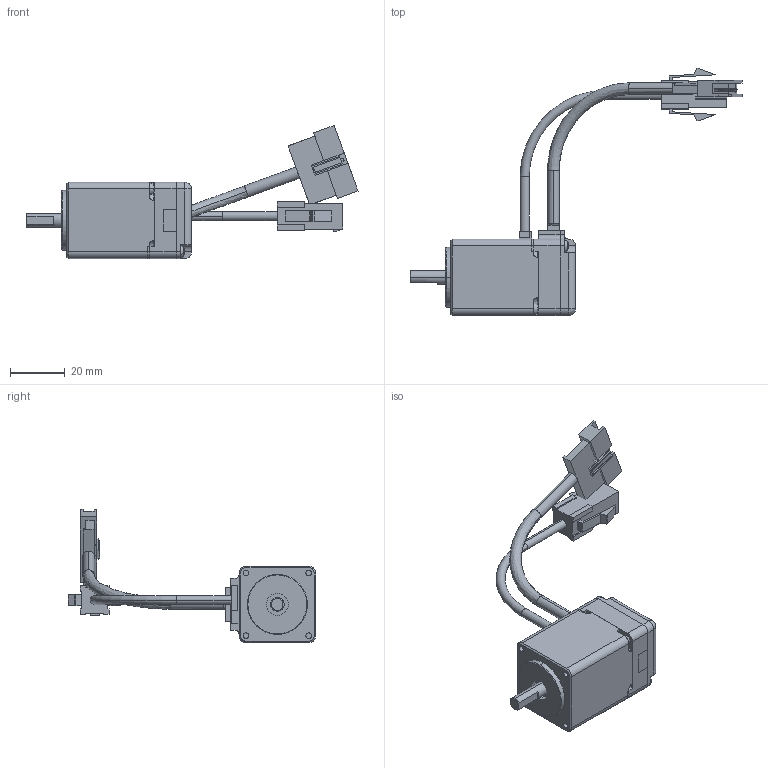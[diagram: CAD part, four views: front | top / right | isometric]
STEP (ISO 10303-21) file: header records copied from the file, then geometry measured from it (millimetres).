
FILE_DESCRIPTION (( 'STEP AP203' ), '1' );
FILE_NAME ('P11-MO-028-05-R02.STEP', '2015-06-29T07:15:57', ( '' ), ( '' ), 'SwSTEP 2.0', 'SolidWorks 2013', '' );
FILE_SCHEMA (( 'CONFIG_CONTROL_DESIGN' ));
Length unit declared in the file: millimetre
Products named in the file (10): M41-EC-028-02-R01_ル遽; M11-MO-028-01-R01; 20陝 賅攪瞪錳摹_ル遽; P11-MO-028-05-R02; 130115 28mm ENCODER BASE_ル遽; 20陝 PCB_ル遽; 葆斜啻す 縛囀渦_ル遽; round cross head screw_ks_KS 1023 RC - M2.5 x 12-N; 20阿 浚内歹 纳捞喉急_钎霖; SM-28L-R00
Assembly tree (10 placements, depth 3):
  P11-MO-028-05-R02
    20陝 賅攪瞪錳摹_ル遽
    SM-28L-R00
      130115 28mm ENCODER BASE_ル遽
      20陝 PCB_ル遽
      葆斜啻す 縛囀渦_ル遽
      round cross head screw_ks_KS 1023 RC - M2.5 x 12-N  x2
      20阿 浚内歹 纳捞喉急_钎霖
    M41-EC-028-02-R01_ル遽
    M11-MO-028-01-R01
Bounding box: 121.59 x 90.51 x 48.79 mm (x, y, z)
Volume: 37237.3 mm3; surface area: 20855.5 mm2
Topology: 9 solids, 9 shells, 641 faces, 1637 edges, 1045 vertices
Faces by surface type: plane 365, cylinder 179, cone 62, bspline 15, torus 14, sphere 6
Entity records: 19822 total; most frequent: CARTESIAN_POINT 3686, DIRECTION 3234, ORIENTED_EDGE 3074, EDGE_CURVE 1537, AXIS2_PLACEMENT_3D 1117, VECTOR 1000, LINE 1000, VERTEX_POINT 992
